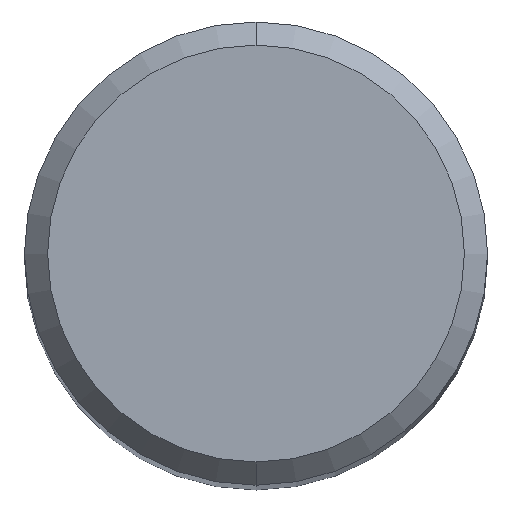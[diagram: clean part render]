
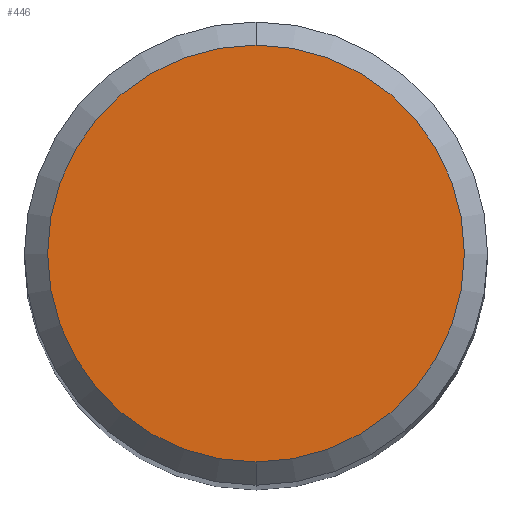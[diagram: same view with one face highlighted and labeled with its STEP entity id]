
A CAD part, top view. The second image highlights one B-rep face of the part: STEP entity #446.
In plain terms, the highlighted planar face has unit normal (0, 0, 1).
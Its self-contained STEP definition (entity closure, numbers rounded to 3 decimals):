
#236=EDGE_CURVE('',#432,#382,#541,.T.);
#342=EDGE_CURVE('',#382,#432,#659,.T.);
#382=VERTEX_POINT('',#704);
#432=VERTEX_POINT('',#759);
#446=ADVANCED_FACE('',(#775),#776,.T.);
#541=CIRCLE('',#970,3.6);
#659=CIRCLE('',#1193,3.6);
#704=CARTESIAN_POINT('',(0.,-3.6,0.0));
#759=CARTESIAN_POINT('',(0.0,3.6,0.0));
#775=FACE_OUTER_BOUND('',#1418,.T.);
#776=PLANE('',#1419);
#970=AXIS2_PLACEMENT_3D('',#1489,#1490,#1491);
#1193=AXIS2_PLACEMENT_3D('',#1624,#1625,#1626);
#1418=EDGE_LOOP('',(#1768,#1769));
#1419=AXIS2_PLACEMENT_3D('',#1770,#1771,#1772);
#1489=CARTESIAN_POINT('',(0.0,0.0,0.0));
#1490=DIRECTION('',(0.0,0.0,-1.0));
#1491=DIRECTION('',(0.0,1.0,0.0));
#1624=CARTESIAN_POINT('',(0.0,0.0,0.0));
#1625=DIRECTION('',(0.0,0.0,-1.0));
#1626=DIRECTION('',(0.0,1.0,0.0));
#1768=ORIENTED_EDGE('',*,*,#236,.F.);
#1769=ORIENTED_EDGE('',*,*,#342,.F.);
#1770=CARTESIAN_POINT('',(0.0,1.8,0.0));
#1771=DIRECTION('',(-0.0,0.0,1.0));
#1772=DIRECTION('',(0.0,-1.0,0.0));
